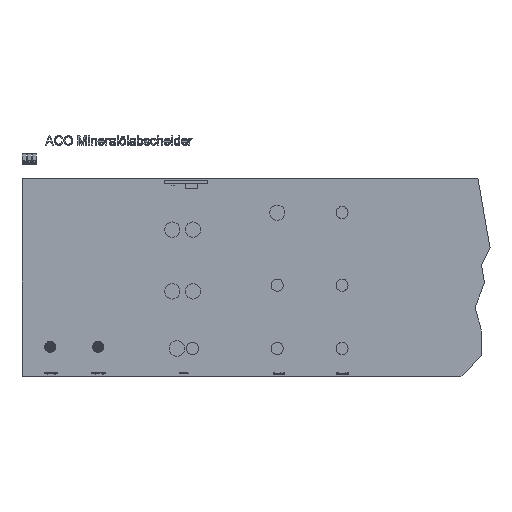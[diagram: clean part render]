
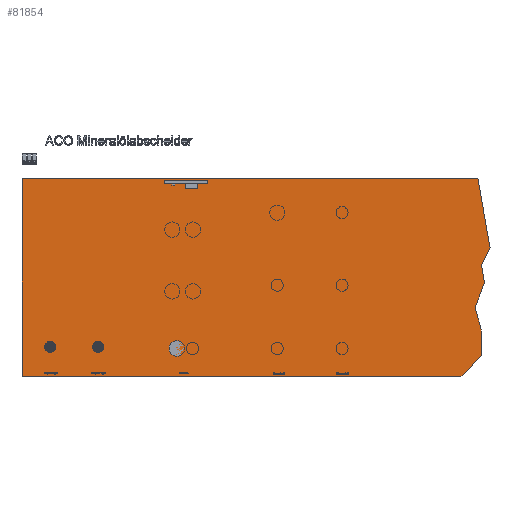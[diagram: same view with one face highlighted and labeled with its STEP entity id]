
A CAD part, top view. The second image highlights one B-rep face of the part: STEP entity #81854.
In plain terms, the highlighted planar face has unit normal (0, 0, 1).
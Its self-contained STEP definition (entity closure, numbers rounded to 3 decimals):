
#1666=CIRCLE('',#91140,360.);
#1667=CIRCLE('',#91141,360.);
#4285=FACE_BOUND('',#10842,.T.);
#4286=FACE_BOUND('',#10843,.T.);
#6122=FACE_OUTER_BOUND('',#10841,.T.);
#10841=EDGE_LOOP('',(#60459,#60460,#60461,#60462,#60463,#60464,#60465,#60466,
#60467,#60468,#60469));
#10842=EDGE_LOOP('',(#60470));
#10843=EDGE_LOOP('',(#60471));
#18139=LINE('',#128074,#27782);
#18140=LINE('',#128076,#27783);
#18141=LINE('',#128078,#27784);
#18142=LINE('',#128080,#27785);
#18143=LINE('',#128082,#27786);
#18144=LINE('',#128084,#27787);
#18145=LINE('',#128086,#27788);
#18146=LINE('',#128088,#27789);
#18147=LINE('',#128090,#27790);
#18148=LINE('',#128092,#27791);
#18149=LINE('',#128093,#27792);
#27782=VECTOR('',#103133,304.8);
#27783=VECTOR('',#103134,304.8);
#27784=VECTOR('',#103135,304.8);
#27785=VECTOR('',#103136,304.8);
#27786=VECTOR('',#103137,304.8);
#27787=VECTOR('',#103138,304.8);
#27788=VECTOR('',#103139,304.8);
#27789=VECTOR('',#103140,304.8);
#27790=VECTOR('',#103141,304.8);
#27791=VECTOR('',#103142,304.8);
#27792=VECTOR('',#103143,304.8);
#36247=VERTEX_POINT('',#128072);
#36248=VERTEX_POINT('',#128073);
#36249=VERTEX_POINT('',#128075);
#36250=VERTEX_POINT('',#128077);
#36251=VERTEX_POINT('',#128079);
#36252=VERTEX_POINT('',#128081);
#36253=VERTEX_POINT('',#128083);
#36254=VERTEX_POINT('',#128085);
#36255=VERTEX_POINT('',#128087);
#36256=VERTEX_POINT('',#128089);
#36257=VERTEX_POINT('',#128091);
#36258=VERTEX_POINT('',#128094);
#36259=VERTEX_POINT('',#128096);
#45141=EDGE_CURVE('',#36247,#36248,#18139,.T.);
#45142=EDGE_CURVE('',#36248,#36249,#18140,.T.);
#45143=EDGE_CURVE('',#36249,#36250,#18141,.T.);
#45144=EDGE_CURVE('',#36250,#36251,#18142,.T.);
#45145=EDGE_CURVE('',#36251,#36252,#18143,.T.);
#45146=EDGE_CURVE('',#36252,#36253,#18144,.T.);
#45147=EDGE_CURVE('',#36253,#36254,#18145,.T.);
#45148=EDGE_CURVE('',#36254,#36255,#18146,.T.);
#45149=EDGE_CURVE('',#36255,#36256,#18147,.T.);
#45150=EDGE_CURVE('',#36256,#36257,#18148,.T.);
#45151=EDGE_CURVE('',#36257,#36247,#18149,.T.);
#45152=EDGE_CURVE('',#36258,#36258,#1666,.T.);
#45153=EDGE_CURVE('',#36259,#36259,#1667,.T.);
#60459=ORIENTED_EDGE('',*,*,#45141,.T.);
#60460=ORIENTED_EDGE('',*,*,#45142,.T.);
#60461=ORIENTED_EDGE('',*,*,#45143,.T.);
#60462=ORIENTED_EDGE('',*,*,#45144,.T.);
#60463=ORIENTED_EDGE('',*,*,#45145,.T.);
#60464=ORIENTED_EDGE('',*,*,#45146,.T.);
#60465=ORIENTED_EDGE('',*,*,#45147,.T.);
#60466=ORIENTED_EDGE('',*,*,#45148,.T.);
#60467=ORIENTED_EDGE('',*,*,#45149,.T.);
#60468=ORIENTED_EDGE('',*,*,#45150,.T.);
#60469=ORIENTED_EDGE('',*,*,#45151,.T.);
#60470=ORIENTED_EDGE('',*,*,#45152,.T.);
#60471=ORIENTED_EDGE('',*,*,#45153,.T.);
#77981=PLANE('',#91139);
#81854=ADVANCED_FACE('',(#6122,#4285,#4286),#77981,.T.);
#91139=AXIS2_PLACEMENT_3D('',#128071,#103131,#103132);
#91140=AXIS2_PLACEMENT_3D('',#128095,#103144,#103145);
#91141=AXIS2_PLACEMENT_3D('',#128097,#103146,#103147);
#103131=DIRECTION('center_axis',(0.,0.,1.));
#103132=DIRECTION('ref_axis',(-0.174,0.985,0.));
#103133=DIRECTION('',(-1.,0.,0.));
#103134=DIRECTION('',(0.,-1.,0.));
#103135=DIRECTION('',(1.,0.,0.));
#103136=DIRECTION('',(0.707,0.707,0.));
#103137=DIRECTION('',(0.,1.,0.));
#103138=DIRECTION('',(-0.259,0.966,0.));
#103139=DIRECTION('',(-0.259,0.966,0.));
#103140=DIRECTION('',(0.358,0.934,0.));
#103141=DIRECTION('',(-0.174,0.985,0.));
#103142=DIRECTION('',(0.423,0.906,0.));
#103143=DIRECTION('',(-0.174,0.985,0.));
#103144=DIRECTION('center_axis',(0.,0.,-1.));
#103145=DIRECTION('ref_axis',(-0.707,-0.707,0.));
#103146=DIRECTION('center_axis',(0.,0.,-1.));
#103147=DIRECTION('ref_axis',(-0.707,-0.707,0.));
#128071=CARTESIAN_POINT('Origin',(54792.794,10431.467,0.));
#128072=CARTESIAN_POINT('',(54007.715,14883.867,0.));
#128073=CARTESIAN_POINT('',(24477.997,14883.867,0.));
#128074=CARTESIAN_POINT('',(54007.715,14883.867,0.));
#128075=CARTESIAN_POINT('',(24477.997,2083.867,0.));
#128076=CARTESIAN_POINT('',(24477.997,14883.867,0.));
#128077=CARTESIAN_POINT('',(52913.111,2083.867,0.));
#128078=CARTESIAN_POINT('',(24477.997,2083.867,0.));
#128079=CARTESIAN_POINT('',(54243.39,3414.146,0.));
#128080=CARTESIAN_POINT('',(52913.111,2083.867,0.));
#128081=CARTESIAN_POINT('',(54243.39,5014.146,0.));
#128082=CARTESIAN_POINT('',(54243.39,3414.146,0.));
#128083=CARTESIAN_POINT('',(54088.099,5593.702,0.));
#128084=CARTESIAN_POINT('',(54243.39,5014.146,0.));
#128085=CARTESIAN_POINT('',(53829.279,6559.627,0.));
#128086=CARTESIAN_POINT('',(54088.099,5593.702,0.));
#128087=CARTESIAN_POINT('',(54438.505,8146.714,0.));
#128088=CARTESIAN_POINT('',(53829.279,6559.627,0.));
#128089=CARTESIAN_POINT('',(54243.39,9253.267,0.));
#128090=CARTESIAN_POINT('',(54438.505,8146.714,0.));
#128091=CARTESIAN_POINT('',(54792.794,10431.467,0.));
#128092=CARTESIAN_POINT('',(54243.39,9253.267,0.));
#128093=CARTESIAN_POINT('',(54792.794,10431.467,0.));
#128094=CARTESIAN_POINT('',(26568.532,4238.426,0.));
#128095=CARTESIAN_POINT('Origin',(26313.974,3983.867,0.));
#128096=CARTESIAN_POINT('',(29662.442,4238.426,0.));
#128097=CARTESIAN_POINT('Origin',(29407.884,3983.867,0.));
